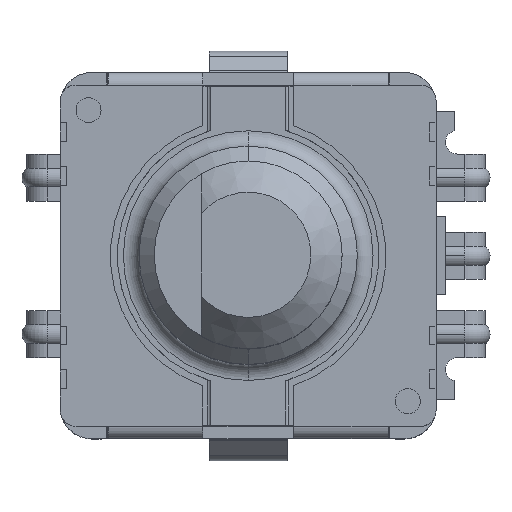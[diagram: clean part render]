
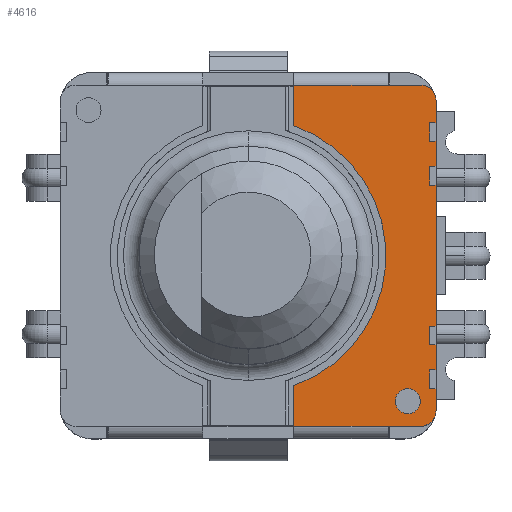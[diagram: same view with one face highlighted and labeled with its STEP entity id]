
A CAD part, top view. The second image highlights one B-rep face of the part: STEP entity #4616.
In plain terms, the highlighted planar face has unit normal (0, 0, 1).
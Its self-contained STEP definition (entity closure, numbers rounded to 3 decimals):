
#772 = VERTEX_POINT('',#773);
#773 = CARTESIAN_POINT('',(5.1,-5.05,-15.));
#791 = VERTEX_POINT('',#792);
#792 = CARTESIAN_POINT('',(5.1,-4.25,-15.));
#798 = EDGE_CURVE('',#791,#772,#799,.T.);
#799 = CIRCLE('',#800,0.4);
#800 = AXIS2_PLACEMENT_3D('',#801,#802,#803);
#801 = CARTESIAN_POINT('',(5.1,-4.65,-15.));
#802 = DIRECTION('',(0.,0.,-1.));
#803 = DIRECTION('',(0.,-1.,0.));
#4616 = ADVANCED_FACE('',(#4617,#4627),#4840,.F.);
#4617 = FACE_BOUND('',#4618,.T.);
#4618 = EDGE_LOOP('',(#4619,#4626));
#4619 = ORIENTED_EDGE('',*,*,#4620,.T.);
#4620 = EDGE_CURVE('',#772,#791,#4621,.T.);
#4621 = CIRCLE('',#4622,0.4);
#4622 = AXIS2_PLACEMENT_3D('',#4623,#4624,#4625);
#4623 = CARTESIAN_POINT('',(5.1,-4.65,-15.));
#4624 = DIRECTION('',(0.,0.,-1.));
#4625 = DIRECTION('',(0.,-1.,0.));
#4626 = ORIENTED_EDGE('',*,*,#798,.T.);
#4627 = FACE_BOUND('',#4628,.T.);
#4628 = EDGE_LOOP('',(#4629,#4639,#4647,#4656,#4664,#4672,#4680,#4689,
    #4697,#4705,#4713,#4721,#4729,#4737,#4745,#4753,#4761,#4769,#4777,
    #4785,#4793,#4801,#4809,#4817,#4825,#4834));
#4629 = ORIENTED_EDGE('',*,*,#4630,.F.);
#4630 = EDGE_CURVE('',#4631,#4633,#4635,.T.);
#4631 = VERTEX_POINT('',#4632);
#4632 = CARTESIAN_POINT('',(1.45,5.45,-15.));
#4633 = VERTEX_POINT('',#4634);
#4634 = CARTESIAN_POINT('',(4.475,5.45,-15.));
#4635 = LINE('',#4636,#4637);
#4636 = CARTESIAN_POINT('',(-5.5,5.45,-15.));
#4637 = VECTOR('',#4638,1.);
#4638 = DIRECTION('',(1.,0.,0.));
#4639 = ORIENTED_EDGE('',*,*,#4640,.F.);
#4640 = EDGE_CURVE('',#4641,#4631,#4643,.T.);
#4641 = VERTEX_POINT('',#4642);
#4642 = CARTESIAN_POINT('',(1.45,4.154,-15.));
#4643 = LINE('',#4644,#4645);
#4644 = CARTESIAN_POINT('',(1.45,4.154,-15.));
#4645 = VECTOR('',#4646,1.);
#4646 = DIRECTION('',(0.,1.,0.));
#4647 = ORIENTED_EDGE('',*,*,#4648,.F.);
#4648 = EDGE_CURVE('',#4649,#4641,#4651,.T.);
#4649 = VERTEX_POINT('',#4650);
#4650 = CARTESIAN_POINT('',(1.45,-4.154,-15.));
#4651 = CIRCLE('',#4652,4.4);
#4652 = AXIS2_PLACEMENT_3D('',#4653,#4654,#4655);
#4653 = CARTESIAN_POINT('',(0.,0.,-15.));
#4654 = DIRECTION('',(0.,0.,1.));
#4655 = DIRECTION('',(0.,-1.,0.));
#4656 = ORIENTED_EDGE('',*,*,#4657,.F.);
#4657 = EDGE_CURVE('',#4658,#4649,#4660,.T.);
#4658 = VERTEX_POINT('',#4659);
#4659 = CARTESIAN_POINT('',(1.45,-5.45,-15.));
#4660 = LINE('',#4661,#4662);
#4661 = CARTESIAN_POINT('',(1.45,4.95,-15.));
#4662 = VECTOR('',#4663,1.);
#4663 = DIRECTION('',(0.,1.,0.));
#4664 = ORIENTED_EDGE('',*,*,#4665,.F.);
#4665 = EDGE_CURVE('',#4666,#4658,#4668,.T.);
#4666 = VERTEX_POINT('',#4667);
#4667 = CARTESIAN_POINT('',(4.475,-5.45,-15.));
#4668 = LINE('',#4669,#4670);
#4669 = CARTESIAN_POINT('',(-5.5,-5.45,-15.));
#4670 = VECTOR('',#4671,1.);
#4671 = DIRECTION('',(-1.,0.,0.));
#4672 = ORIENTED_EDGE('',*,*,#4673,.F.);
#4673 = EDGE_CURVE('',#4674,#4666,#4676,.T.);
#4674 = VERTEX_POINT('',#4675);
#4675 = CARTESIAN_POINT('',(5.5,-5.45,-15.));
#4676 = LINE('',#4677,#4678);
#4677 = CARTESIAN_POINT('',(-5.5,-5.45,-15.));
#4678 = VECTOR('',#4679,1.);
#4679 = DIRECTION('',(-1.,0.,0.));
#4680 = ORIENTED_EDGE('',*,*,#4681,.F.);
#4681 = EDGE_CURVE('',#4682,#4674,#4684,.T.);
#4682 = VERTEX_POINT('',#4683);
#4683 = CARTESIAN_POINT('',(6.,-4.95,-15.));
#4684 = CIRCLE('',#4685,0.5);
#4685 = AXIS2_PLACEMENT_3D('',#4686,#4687,#4688);
#4686 = CARTESIAN_POINT('',(5.5,-4.95,-15.));
#4687 = DIRECTION('',(0.,0.,-1.));
#4688 = DIRECTION('',(0.,-1.,0.));
#4689 = ORIENTED_EDGE('',*,*,#4690,.F.);
#4690 = EDGE_CURVE('',#4691,#4682,#4693,.T.);
#4691 = VERTEX_POINT('',#4692);
#4692 = CARTESIAN_POINT('',(6.,-4.25,-15.));
#4693 = LINE('',#4694,#4695);
#4694 = CARTESIAN_POINT('',(6.,-4.25,-15.));
#4695 = VECTOR('',#4696,1.);
#4696 = DIRECTION('',(0.,-1.,0.));
#4697 = ORIENTED_EDGE('',*,*,#4698,.F.);
#4698 = EDGE_CURVE('',#4699,#4691,#4701,.T.);
#4699 = VERTEX_POINT('',#4700);
#4700 = CARTESIAN_POINT('',(5.8,-4.25,-15.));
#4701 = LINE('',#4702,#4703);
#4702 = CARTESIAN_POINT('',(5.8,-4.25,-15.));
#4703 = VECTOR('',#4704,1.);
#4704 = DIRECTION('',(1.,0.,0.));
#4705 = ORIENTED_EDGE('',*,*,#4706,.F.);
#4706 = EDGE_CURVE('',#4707,#4699,#4709,.T.);
#4707 = VERTEX_POINT('',#4708);
#4708 = CARTESIAN_POINT('',(5.8,-3.65,-15.));
#4709 = LINE('',#4710,#4711);
#4710 = CARTESIAN_POINT('',(5.8,-3.65,-15.));
#4711 = VECTOR('',#4712,1.);
#4712 = DIRECTION('',(0.,-1.,0.));
#4713 = ORIENTED_EDGE('',*,*,#4714,.F.);
#4714 = EDGE_CURVE('',#4715,#4707,#4717,.T.);
#4715 = VERTEX_POINT('',#4716);
#4716 = CARTESIAN_POINT('',(6.,-3.65,-15.));
#4717 = LINE('',#4718,#4719);
#4718 = CARTESIAN_POINT('',(6.,-3.65,-15.));
#4719 = VECTOR('',#4720,1.);
#4720 = DIRECTION('',(-1.,0.,0.));
#4721 = ORIENTED_EDGE('',*,*,#4722,.F.);
#4722 = EDGE_CURVE('',#4723,#4715,#4725,.T.);
#4723 = VERTEX_POINT('',#4724);
#4724 = CARTESIAN_POINT('',(6.,-2.85,-15.));
#4725 = LINE('',#4726,#4727);
#4726 = CARTESIAN_POINT('',(6.,-2.85,-15.));
#4727 = VECTOR('',#4728,1.);
#4728 = DIRECTION('',(0.,-1.,0.));
#4729 = ORIENTED_EDGE('',*,*,#4730,.F.);
#4730 = EDGE_CURVE('',#4731,#4723,#4733,.T.);
#4731 = VERTEX_POINT('',#4732);
#4732 = CARTESIAN_POINT('',(5.8,-2.85,-15.));
#4733 = LINE('',#4734,#4735);
#4734 = CARTESIAN_POINT('',(5.8,-2.85,-15.));
#4735 = VECTOR('',#4736,1.);
#4736 = DIRECTION('',(1.,0.,0.));
#4737 = ORIENTED_EDGE('',*,*,#4738,.F.);
#4738 = EDGE_CURVE('',#4739,#4731,#4741,.T.);
#4739 = VERTEX_POINT('',#4740);
#4740 = CARTESIAN_POINT('',(5.8,-2.25,-15.));
#4741 = LINE('',#4742,#4743);
#4742 = CARTESIAN_POINT('',(5.8,-2.25,-15.));
#4743 = VECTOR('',#4744,1.);
#4744 = DIRECTION('',(0.,-1.,0.));
#4745 = ORIENTED_EDGE('',*,*,#4746,.F.);
#4746 = EDGE_CURVE('',#4747,#4739,#4749,.T.);
#4747 = VERTEX_POINT('',#4748);
#4748 = CARTESIAN_POINT('',(6.,-2.25,-15.));
#4749 = LINE('',#4750,#4751);
#4750 = CARTESIAN_POINT('',(6.,-2.25,-15.));
#4751 = VECTOR('',#4752,1.);
#4752 = DIRECTION('',(-1.,0.,0.));
#4753 = ORIENTED_EDGE('',*,*,#4754,.F.);
#4754 = EDGE_CURVE('',#4755,#4747,#4757,.T.);
#4755 = VERTEX_POINT('',#4756);
#4756 = CARTESIAN_POINT('',(6.,2.25,-15.));
#4757 = LINE('',#4758,#4759);
#4758 = CARTESIAN_POINT('',(6.,2.25,-15.));
#4759 = VECTOR('',#4760,1.);
#4760 = DIRECTION('',(0.,-1.,0.));
#4761 = ORIENTED_EDGE('',*,*,#4762,.F.);
#4762 = EDGE_CURVE('',#4763,#4755,#4765,.T.);
#4763 = VERTEX_POINT('',#4764);
#4764 = CARTESIAN_POINT('',(5.8,2.25,-15.));
#4765 = LINE('',#4766,#4767);
#4766 = CARTESIAN_POINT('',(5.8,2.25,-15.));
#4767 = VECTOR('',#4768,1.);
#4768 = DIRECTION('',(1.,0.,0.));
#4769 = ORIENTED_EDGE('',*,*,#4770,.F.);
#4770 = EDGE_CURVE('',#4771,#4763,#4773,.T.);
#4771 = VERTEX_POINT('',#4772);
#4772 = CARTESIAN_POINT('',(5.8,2.85,-15.));
#4773 = LINE('',#4774,#4775);
#4774 = CARTESIAN_POINT('',(5.8,2.85,-15.));
#4775 = VECTOR('',#4776,1.);
#4776 = DIRECTION('',(0.,-1.,0.));
#4777 = ORIENTED_EDGE('',*,*,#4778,.F.);
#4778 = EDGE_CURVE('',#4779,#4771,#4781,.T.);
#4779 = VERTEX_POINT('',#4780);
#4780 = CARTESIAN_POINT('',(6.,2.85,-15.));
#4781 = LINE('',#4782,#4783);
#4782 = CARTESIAN_POINT('',(6.,2.85,-15.));
#4783 = VECTOR('',#4784,1.);
#4784 = DIRECTION('',(-1.,0.,0.));
#4785 = ORIENTED_EDGE('',*,*,#4786,.F.);
#4786 = EDGE_CURVE('',#4787,#4779,#4789,.T.);
#4787 = VERTEX_POINT('',#4788);
#4788 = CARTESIAN_POINT('',(6.,3.65,-15.));
#4789 = LINE('',#4790,#4791);
#4790 = CARTESIAN_POINT('',(6.,3.65,-15.));
#4791 = VECTOR('',#4792,1.);
#4792 = DIRECTION('',(0.,-1.,0.));
#4793 = ORIENTED_EDGE('',*,*,#4794,.F.);
#4794 = EDGE_CURVE('',#4795,#4787,#4797,.T.);
#4795 = VERTEX_POINT('',#4796);
#4796 = CARTESIAN_POINT('',(5.8,3.65,-15.));
#4797 = LINE('',#4798,#4799);
#4798 = CARTESIAN_POINT('',(6.,3.65,-15.));
#4799 = VECTOR('',#4800,1.);
#4800 = DIRECTION('',(1.,0.,0.));
#4801 = ORIENTED_EDGE('',*,*,#4802,.F.);
#4802 = EDGE_CURVE('',#4803,#4795,#4805,.T.);
#4803 = VERTEX_POINT('',#4804);
#4804 = CARTESIAN_POINT('',(5.8,4.25,-15.));
#4805 = LINE('',#4806,#4807);
#4806 = CARTESIAN_POINT('',(5.8,4.25,-15.));
#4807 = VECTOR('',#4808,1.);
#4808 = DIRECTION('',(0.,-1.,0.));
#4809 = ORIENTED_EDGE('',*,*,#4810,.F.);
#4810 = EDGE_CURVE('',#4811,#4803,#4813,.T.);
#4811 = VERTEX_POINT('',#4812);
#4812 = CARTESIAN_POINT('',(6.,4.25,-15.));
#4813 = LINE('',#4814,#4815);
#4814 = CARTESIAN_POINT('',(5.8,4.25,-15.));
#4815 = VECTOR('',#4816,1.);
#4816 = DIRECTION('',(-1.,0.,0.));
#4817 = ORIENTED_EDGE('',*,*,#4818,.F.);
#4818 = EDGE_CURVE('',#4819,#4811,#4821,.T.);
#4819 = VERTEX_POINT('',#4820);
#4820 = CARTESIAN_POINT('',(6.,4.95,-15.));
#4821 = LINE('',#4822,#4823);
#4822 = CARTESIAN_POINT('',(6.,4.95,-15.));
#4823 = VECTOR('',#4824,1.);
#4824 = DIRECTION('',(0.,-1.,0.));
#4825 = ORIENTED_EDGE('',*,*,#4826,.F.);
#4826 = EDGE_CURVE('',#4827,#4819,#4829,.T.);
#4827 = VERTEX_POINT('',#4828);
#4828 = CARTESIAN_POINT('',(5.5,5.45,-15.));
#4829 = CIRCLE('',#4830,0.5);
#4830 = AXIS2_PLACEMENT_3D('',#4831,#4832,#4833);
#4831 = CARTESIAN_POINT('',(5.5,4.95,-15.));
#4832 = DIRECTION('',(0.,0.,-1.));
#4833 = DIRECTION('',(0.,-1.,0.));
#4834 = ORIENTED_EDGE('',*,*,#4835,.F.);
#4835 = EDGE_CURVE('',#4633,#4827,#4836,.T.);
#4836 = LINE('',#4837,#4838);
#4837 = CARTESIAN_POINT('',(-5.5,5.45,-15.));
#4838 = VECTOR('',#4839,1.);
#4839 = DIRECTION('',(1.,0.,0.));
#4840 = PLANE('',#4841);
#4841 = AXIS2_PLACEMENT_3D('',#4842,#4843,#4844);
#4842 = CARTESIAN_POINT('',(-5.5,4.95,-15.));
#4843 = DIRECTION('',(0.,0.,-1.));
#4844 = DIRECTION('',(0.,-1.,0.));
